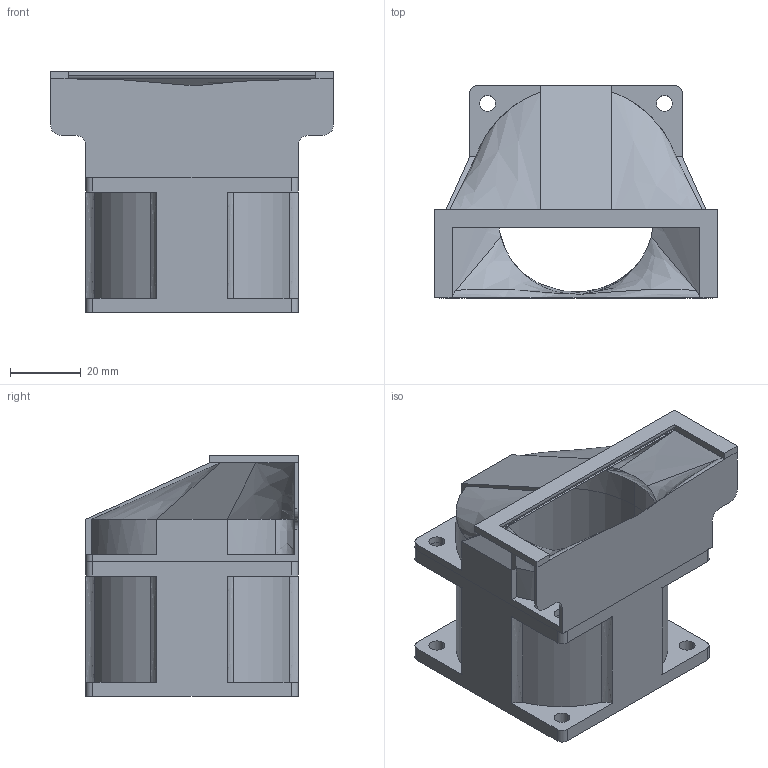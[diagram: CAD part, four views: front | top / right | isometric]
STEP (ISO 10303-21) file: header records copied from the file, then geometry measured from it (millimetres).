
FILE_DESCRIPTION (( 'STEP AP203' ), '1' );
FILE_NAME ('fan-intake.STEP', '2024-04-11T12:49:48', ( '' ), ( '' ), 'SwSTEP 2.0', 'SolidWorks 2024', '' );
FILE_SCHEMA (( 'CONFIG_CONTROL_DESIGN' ));
Length unit declared in the file: millimetre
Products named in the file (3): rough_fan; Intake_duct_2.0; fan-intake
Assembly tree (2 placements, depth 2):
  fan-intake
    Intake_duct_2.0
    rough_fan
Bounding box: 80 x 60 x 68 mm (x, y, z)
Volume: 36002.8 mm3; surface area: 36185.8 mm2
Topology: 3 solids, 3 shells, 125 faces, 354 edges, 234 vertices
Faces by surface type: plane 53, cylinder 51, bspline 21
Entity records: 5916 total; most frequent: CARTESIAN_POINT 2391, ORIENTED_EDGE 708, DIRECTION 624, EDGE_CURVE 354, VERTEX_POINT 234, AXIS2_PLACEMENT_3D 215, LINE 194, VECTOR 194
